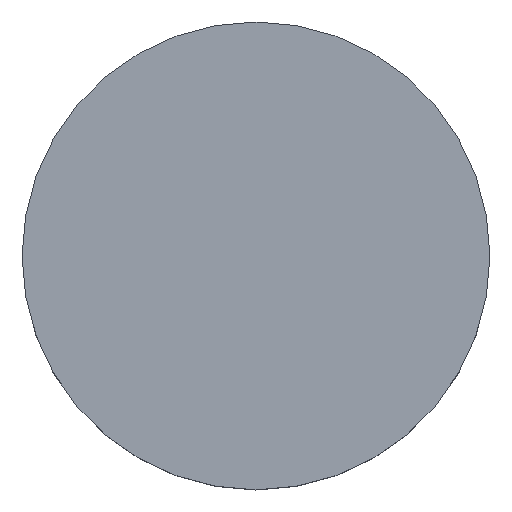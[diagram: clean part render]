
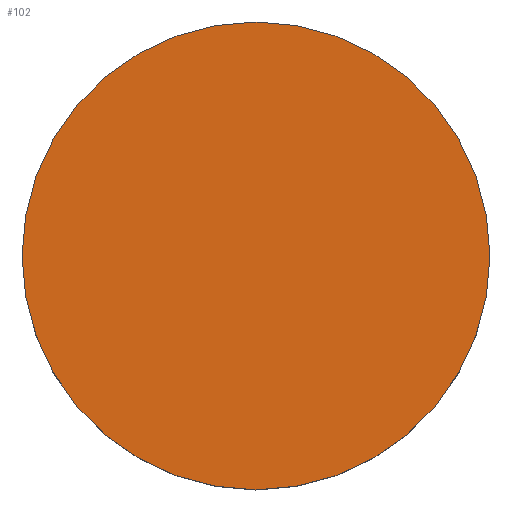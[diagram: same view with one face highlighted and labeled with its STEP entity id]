
A CAD part, top view. The second image highlights one B-rep face of the part: STEP entity #102.
In plain terms, the highlighted planar face has unit normal (0, 0, 1).
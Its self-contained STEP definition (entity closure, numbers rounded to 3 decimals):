
#19 = DIRECTION ( 'NONE',  ( 0., 0., 1. ) ) ;
#21 = EDGE_LOOP ( 'NONE', ( #114, #192 ) ) ;
#25 = DIRECTION ( 'NONE',  ( 0., 0., -1. ) ) ;
#42 = VERTEX_POINT ( 'NONE', #56 ) ;
#50 = AXIS2_PLACEMENT_3D ( 'NONE', #166, #19, #58 ) ;
#56 = CARTESIAN_POINT ( 'NONE',  ( 6.35, 0., 2.7 ) ) ;
#58 = DIRECTION ( 'NONE',  ( 1., 0., 0. ) ) ;
#71 = FACE_OUTER_BOUND ( 'NONE', #21, .T. ) ;
#80 = DIRECTION ( 'NONE',  ( 0., 0., -1. ) ) ;
#100 = CIRCLE ( 'NONE', #207, 6.35 ) ;
#102 = ADVANCED_FACE ( 'NONE', ( #71 ), #221, .T. ) ;
#103 = VERTEX_POINT ( 'NONE', #125 ) ;
#114 = ORIENTED_EDGE ( 'NONE', *, *, #153, .F. ) ;
#116 = CARTESIAN_POINT ( 'NONE',  ( 0., 0., 2.7 ) ) ;
#125 = CARTESIAN_POINT ( 'NONE',  ( -6.35, 0., 2.7 ) ) ;
#134 = CARTESIAN_POINT ( 'NONE',  ( 0., 0., 2.7 ) ) ;
#153 = EDGE_CURVE ( 'NONE', #42, #103, #100, .T. ) ;
#166 = CARTESIAN_POINT ( 'NONE',  ( 0., 13.158, 2.7 ) ) ;
#171 = DIRECTION ( 'NONE',  ( 1., 0., 0. ) ) ;
#188 = DIRECTION ( 'NONE',  ( 1., 0., 0. ) ) ;
#192 = ORIENTED_EDGE ( 'NONE', *, *, #194, .F. ) ;
#194 = EDGE_CURVE ( 'NONE', #103, #42, #199, .T. ) ;
#199 = CIRCLE ( 'NONE', #227, 6.35 ) ;
#207 = AXIS2_PLACEMENT_3D ( 'NONE', #134, #80, #188 ) ;
#221 = PLANE ( 'NONE',  #50 ) ;
#227 = AXIS2_PLACEMENT_3D ( 'NONE', #116, #25, #171 ) ;
